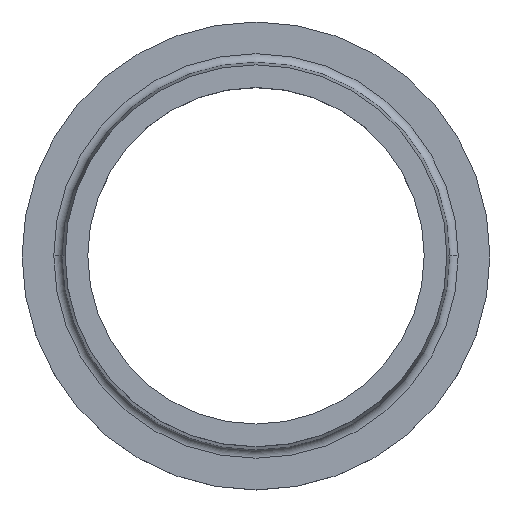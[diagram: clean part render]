
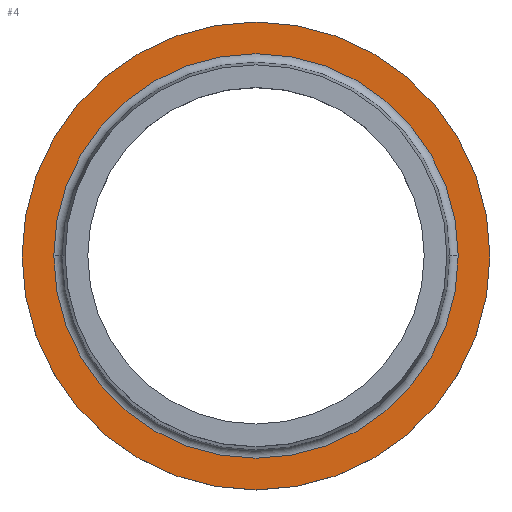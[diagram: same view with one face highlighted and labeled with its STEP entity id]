
A CAD part, top view. The second image highlights one B-rep face of the part: STEP entity #4.
In plain terms, the highlighted planar face has unit normal (0, 0, 1).
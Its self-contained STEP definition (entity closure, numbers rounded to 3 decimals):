
#4 = ADVANCED_FACE ( 'NONE', ( #325, #209 ), #211, .T. ) ;
#30 = CIRCLE ( 'NONE', #213, 217.5 ) ;
#33 = DIRECTION ( 'NONE',  ( -1., 0., 0. ) ) ;
#35 = CARTESIAN_POINT ( 'NONE',  ( 0., 0., 30. ) ) ;
#43 = VERTEX_POINT ( 'NONE', #136 ) ;
#48 = VERTEX_POINT ( 'NONE', #92 ) ;
#55 = AXIS2_PLACEMENT_3D ( 'NONE', #222, #364, #33 ) ;
#57 = DIRECTION ( 'NONE',  ( 0., 0., 1. ) ) ;
#64 = EDGE_CURVE ( 'NONE', #306, #48, #69, .T. ) ;
#69 = CIRCLE ( 'NONE', #260, 188. ) ;
#74 = ORIENTED_EDGE ( 'NONE', *, *, #64, .T. ) ;
#87 = EDGE_CURVE ( 'NONE', #453, #43, #30, .T. ) ;
#92 = CARTESIAN_POINT ( 'NONE',  ( -188., 0., 30. ) ) ;
#122 = CARTESIAN_POINT ( 'NONE',  ( 217.5, 0., 30. ) ) ;
#136 = CARTESIAN_POINT ( 'NONE',  ( -217.5, 0., 30. ) ) ;
#154 = ORIENTED_EDGE ( 'NONE', *, *, #243, .T. ) ;
#166 = DIRECTION ( 'NONE',  ( 0., 0., -1. ) ) ;
#173 = DIRECTION ( 'NONE',  ( 0., 0., -1. ) ) ;
#174 = EDGE_LOOP ( 'NONE', ( #154, #74 ) ) ;
#179 = CIRCLE ( 'NONE', #55, 217.5 ) ;
#181 = DIRECTION ( 'NONE',  ( 0., 0., -1. ) ) ;
#204 = CARTESIAN_POINT ( 'NONE',  ( 0., 0., 30. ) ) ;
#205 = DIRECTION ( 'NONE',  ( -1., 0., 0. ) ) ;
#209 = FACE_OUTER_BOUND ( 'NONE', #359, .T. ) ;
#211 = PLANE ( 'NONE',  #387 ) ;
#213 = AXIS2_PLACEMENT_3D ( 'NONE', #432, #173, #205 ) ;
#222 = CARTESIAN_POINT ( 'NONE',  ( 0., 0., 30. ) ) ;
#224 = ORIENTED_EDGE ( 'NONE', *, *, #234, .F. ) ;
#234 = EDGE_CURVE ( 'NONE', #43, #453, #179, .T. ) ;
#243 = EDGE_CURVE ( 'NONE', #48, #306, #279, .T. ) ;
#260 = AXIS2_PLACEMENT_3D ( 'NONE', #204, #166, #464 ) ;
#279 = CIRCLE ( 'NONE', #340, 188. ) ;
#298 = DIRECTION ( 'NONE',  ( -1., 0., 0. ) ) ;
#306 = VERTEX_POINT ( 'NONE', #441 ) ;
#316 = CARTESIAN_POINT ( 'NONE',  ( 0., 217.5, 30. ) ) ;
#325 = FACE_BOUND ( 'NONE', #174, .T. ) ;
#340 = AXIS2_PLACEMENT_3D ( 'NONE', #35, #181, #298 ) ;
#351 = DIRECTION ( 'NONE',  ( 1., 0., 0. ) ) ;
#359 = EDGE_LOOP ( 'NONE', ( #224, #456 ) ) ;
#364 = DIRECTION ( 'NONE',  ( 0., 0., -1. ) ) ;
#387 = AXIS2_PLACEMENT_3D ( 'NONE', #316, #57, #351 ) ;
#432 = CARTESIAN_POINT ( 'NONE',  ( 0., 0., 30. ) ) ;
#441 = CARTESIAN_POINT ( 'NONE',  ( 188., 0., 30. ) ) ;
#453 = VERTEX_POINT ( 'NONE', #122 ) ;
#456 = ORIENTED_EDGE ( 'NONE', *, *, #87, .F. ) ;
#464 = DIRECTION ( 'NONE',  ( -1., 0., 0. ) ) ;
